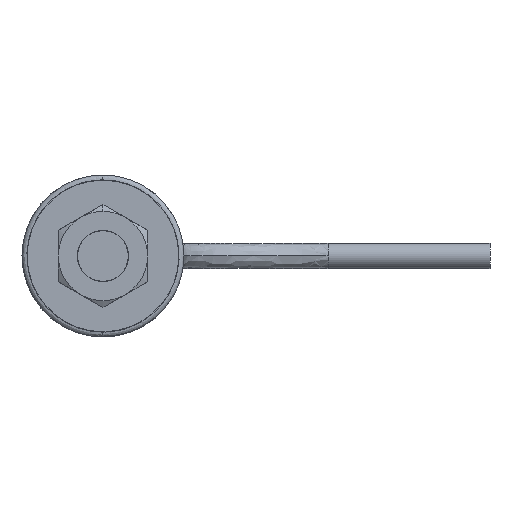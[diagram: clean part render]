
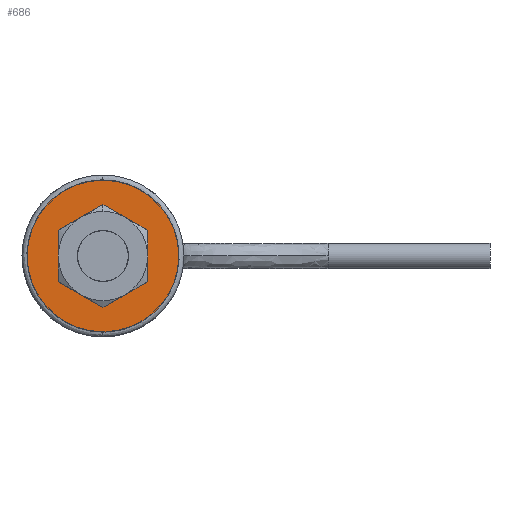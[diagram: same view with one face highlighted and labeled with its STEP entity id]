
A CAD part, left-side view. The second image highlights one B-rep face of the part: STEP entity #686.
In plain terms, the highlighted planar face has unit normal (-1, 0, 0).
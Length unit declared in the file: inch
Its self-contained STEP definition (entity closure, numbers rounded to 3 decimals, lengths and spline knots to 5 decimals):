
#169 =( BOUNDED_CURVE ( )  B_SPLINE_CURVE ( 3, ( #2339, #2060, #4025, #3667 ),
 .UNSPECIFIED., .F., .T. ) 
 B_SPLINE_CURVE_WITH_KNOTS ( ( 4, 4 ),
 ( 0., 1. ),
 .UNSPECIFIED. ) 
 CURVE ( )  GEOMETRIC_REPRESENTATION_ITEM ( )  RATIONAL_B_SPLINE_CURVE ( ( 1., 0.333, 0.333, 1. ) ) 
 REPRESENTATION_ITEM ( '' )  );
#290 = CIRCLE ( 'NONE', #821, 0.11175 ) ;
#410 = DIRECTION ( 'NONE',  ( 0., 0., 1. ) ) ;
#425 = ORIENTED_EDGE ( 'NONE', *, *, #1549, .F. ) ;
#449 = VERTEX_POINT ( 'NONE', #3001 ) ;
#517 = CARTESIAN_POINT ( 'NONE',  ( 0., -0.47, -0.235 ) ) ;
#519 = DIRECTION ( 'NONE',  ( 1., 0., 0. ) ) ;
#607 = CARTESIAN_POINT ( 'NONE',  ( 0., 0., 0. ) ) ;
#686 = ADVANCED_FACE ( 'NONE', ( #1100, #1063 ), #4181, .F. ) ;
#821 = AXIS2_PLACEMENT_3D ( 'NONE', #3354, #1376, #410 ) ;
#1063 = FACE_BOUND ( 'NONE', #2924, .T. ) ;
#1100 = FACE_OUTER_BOUND ( 'NONE', #1415, .T. ) ;
#1376 = DIRECTION ( 'NONE',  ( -1., 0., 0. ) ) ;
#1415 = EDGE_LOOP ( 'NONE', ( #1503, #3702 ) ) ;
#1436 = EDGE_CURVE ( 'NONE', #3209, #3537, #169, .T. ) ;
#1493 = CARTESIAN_POINT ( 'NONE',  ( 0., -0.47, 0.235 ) ) ;
#1503 = ORIENTED_EDGE ( 'NONE', *, *, #3584, .F. ) ;
#1549 = EDGE_CURVE ( 'NONE', #4029, #449, #290, .T. ) ;
#1697 = CARTESIAN_POINT ( 'NONE',  ( 0., 0., -0.235 ) ) ;
#1840 = DIRECTION ( 'NONE',  ( 0., 0., 1. ) ) ;
#1911 = DIRECTION ( 'NONE',  ( -1., 0., 0. ) ) ;
#2060 = CARTESIAN_POINT ( 'NONE',  ( 0., 0.47, -0.235 ) ) ;
#2218 = CARTESIAN_POINT ( 'NONE',  ( 0., 0., 0.235 ) ) ;
#2339 = CARTESIAN_POINT ( 'NONE',  ( 0., 0., -0.235 ) ) ;
#2690 = EDGE_CURVE ( 'NONE', #449, #4029, #4000, .T. ) ;
#2924 = EDGE_LOOP ( 'NONE', ( #4016, #425 ) ) ;
#3001 = CARTESIAN_POINT ( 'NONE',  ( 0., 0., 0.11175 ) ) ;
#3095 = AXIS2_PLACEMENT_3D ( 'NONE', #3509, #519, #3792 ) ;
#3209 = VERTEX_POINT ( 'NONE', #1697 ) ;
#3354 = CARTESIAN_POINT ( 'NONE',  ( 0., 0., 0. ) ) ;
#3438 = CARTESIAN_POINT ( 'NONE',  ( 0., 0., 0.235 ) ) ;
#3480 =( BOUNDED_CURVE ( )  B_SPLINE_CURVE ( 3, ( #3438, #1493, #517, #3856 ),
 .UNSPECIFIED., .F., .T. ) 
 B_SPLINE_CURVE_WITH_KNOTS ( ( 4, 4 ),
 ( 0., 1. ),
 .UNSPECIFIED. ) 
 CURVE ( )  GEOMETRIC_REPRESENTATION_ITEM ( )  RATIONAL_B_SPLINE_CURVE ( ( 1., 0.333, 0.333, 1. ) ) 
 REPRESENTATION_ITEM ( '' )  );
#3509 = CARTESIAN_POINT ( 'NONE',  ( 0., 0.11175, 0. ) ) ;
#3537 = VERTEX_POINT ( 'NONE', #2218 ) ;
#3584 = EDGE_CURVE ( 'NONE', #3537, #3209, #3480, .T. ) ;
#3667 = CARTESIAN_POINT ( 'NONE',  ( 0., 0., 0.235 ) ) ;
#3702 = ORIENTED_EDGE ( 'NONE', *, *, #1436, .F. ) ;
#3792 = DIRECTION ( 'NONE',  ( 0., 0., -1. ) ) ;
#3794 = AXIS2_PLACEMENT_3D ( 'NONE', #607, #1911, #1840 ) ;
#3856 = CARTESIAN_POINT ( 'NONE',  ( 0., 0., -0.235 ) ) ;
#3999 = CARTESIAN_POINT ( 'NONE',  ( 0., 0., -0.11175 ) ) ;
#4000 = CIRCLE ( 'NONE', #3794, 0.11175 ) ;
#4016 = ORIENTED_EDGE ( 'NONE', *, *, #2690, .F. ) ;
#4025 = CARTESIAN_POINT ( 'NONE',  ( 0., 0.47, 0.235 ) ) ;
#4029 = VERTEX_POINT ( 'NONE', #3999 ) ;
#4181 = PLANE ( 'NONE',  #3095 ) ;
